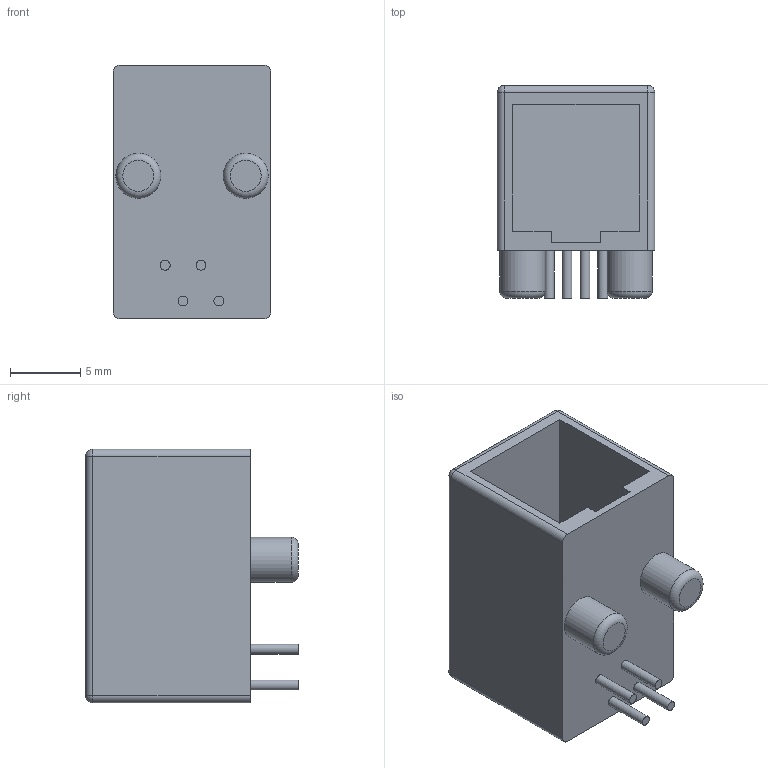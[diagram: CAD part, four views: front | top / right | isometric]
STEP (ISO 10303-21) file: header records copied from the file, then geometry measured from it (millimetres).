
FILE_DESCRIPTION(/* description */ (''),/* implementation_level */ '2;1');
FILE_NAME(/* name */ 'L-KLS12-135-4P4C-1-01 v1.step',/* time_stamp */ '2022-01-31T00:14:09+03:00',/* author */ (''),/* organization */ (''),/* preprocessor_version */ 'ST-DEVELOPER v18.1',/* originating_system */ 'Autodesk Translation Framework v10.10.0.1391',/* authorisation */ '');
FILE_SCHEMA (('AUTOMOTIVE_DESIGN { 1 0 10303 214 3 1 1 }'));
Length unit declared in the file: millimetre
Products named in the file (1): L-KLS12-135-4P4C-1-01
Bounding box: 11.18 x 15.1 x 18 mm (x, y, z)
Volume: 1150.9 mm3; surface area: 1720.1 mm2
Topology: 1 solids, 1 shells, 41 faces, 88 edges, 52 vertices
Faces by surface type: plane 21, cylinder 14, sphere 4, torus 2
Full cylindrical faces by diameter (mm): 0.7 x4, 3.2 x2
Entity records: 1178 total; most frequent: DIRECTION 202, CARTESIAN_POINT 178, ORIENTED_EDGE 168, EDGE_CURVE 84, AXIS2_PLACEMENT_3D 76, VERTEX_POINT 52, LINE 50, VECTOR 50
